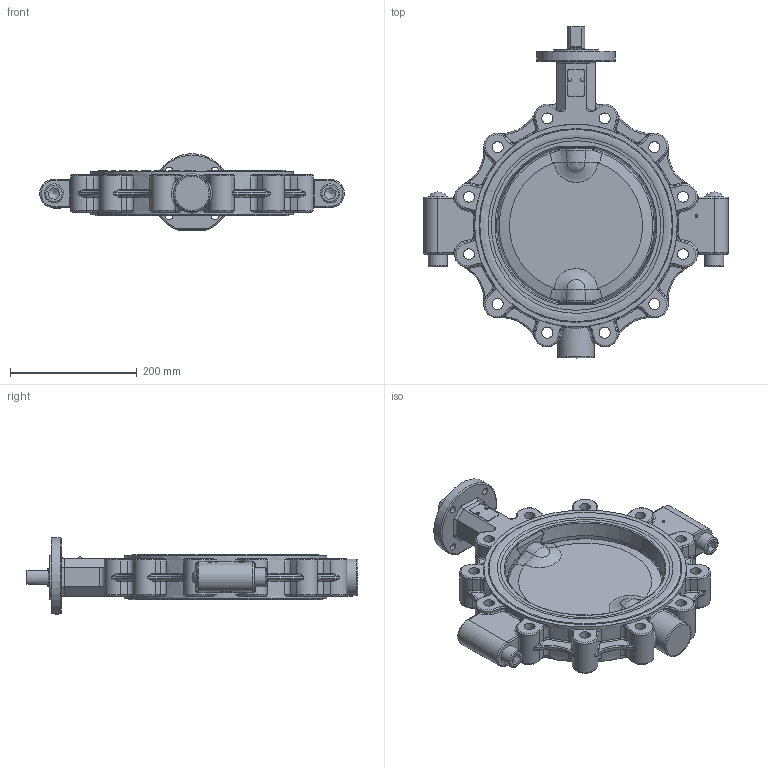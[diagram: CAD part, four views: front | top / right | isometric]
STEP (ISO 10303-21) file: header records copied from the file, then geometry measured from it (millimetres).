
FILE_DESCRIPTION((''),'2;1');
FILE_NAME('Z614-C DN250.stp','2015-01-19T11:23:07',('hellwig'),(''),'Autodesk Inventor 2013','Autodesk Inventor 2013','');
FILE_SCHEMA(('AUTOMOTIVE_DESIGN { 1 0 10303 214 1 1 1 1 }'));
Length unit declared in the file: millimetre
Products named in the file (1): M1212_Shrinkwrap_1
Bounding box: 481 x 524 x 120.06 mm (x, y, z)
Volume: 5085864.2 mm3; surface area: 662881.4 mm2
Topology: 1 solids, 22 shells, 1478 faces, 3738 edges, 2323 vertices
Faces by surface type: plane 476, bspline 384, cylinder 317, torus 243, cone 44, revolution 8, sphere 6
Full cylindrical faces by diameter (mm): 2.5 x1, 3 x4, 3.2 x2, 4.134 x1, 11 x4, 17.294 x14, 20 x2, 20.5 x2, 28 x1, 30 x6, 30.1 x4, 30.25 x4, 31 x1, 34.6 x4, 34.95 x4, 35 x10, 44 x2, 44.1 x2, 58 x1, 69.9 x1, 264.3 x3, 296 x2, 296.3 x2, 305.3 x2, 306 x2, 320 x2
Entity records: 67713 total; most frequent: CARTESIAN_POINT 34015, ORIENTED_EDGE 6978, DIRECTION 5817, EDGE_CURVE 3489, VERTEX_POINT 2258, AXIS2_PLACEMENT_3D 2211, EDGE_LOOP 1769, STYLED_ITEM 1479
